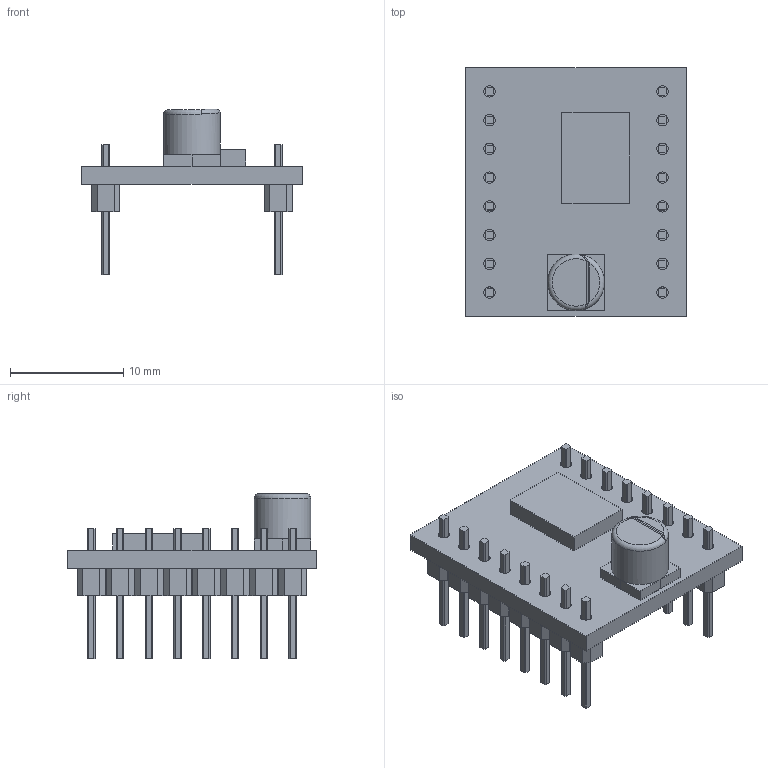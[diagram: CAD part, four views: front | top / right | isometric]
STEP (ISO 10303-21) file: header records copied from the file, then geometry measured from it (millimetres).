
FILE_DESCRIPTION(/* description */ (''),/* implementation_level */ '2;1');
FILE_NAME(/* name */ 'motor drive module TB6612.step',/* time_stamp */ '2022-12-21T16:48:36+10:00',/* author */ (''),/* organization */ (''),/* preprocessor_version */ 'ST-DEVELOPER v19.2',/* originating_system */ 'Autodesk Translation Framework v11.17.0.187',/* authorisation */ '');
FILE_SCHEMA (('AUTOMOTIVE_DESIGN { 1 0 10303 214 3 1 1 }'));
Length unit declared in the file: millimetre
Products named in the file (1): драйвер
Bounding box: 19.5 x 22 x 14.65 mm (x, y, z)
Volume: 1121 mm3; surface area: 2395.1 mm2
Topology: 39 solids, 39 shells, 509 faces, 1292 edges, 861 vertices
Faces by surface type: plane 480, cylinder 23, bspline 4, torus 2
Full cylindrical faces by diameter (mm): 1 x16, 5 x1
Entity records: 15330 total; most frequent: CARTESIAN_POINT 2839, ORIENTED_EDGE 2584, DIRECTION 2337, EDGE_CURVE 1292, LINE 1225, VECTOR 1225, VERTEX_POINT 861, EDGE_LOOP 573
